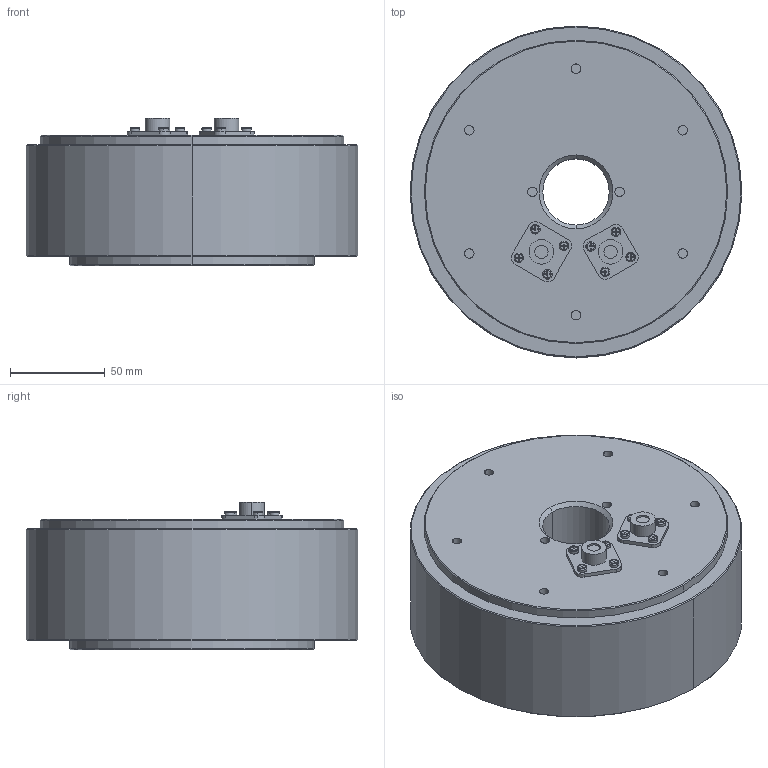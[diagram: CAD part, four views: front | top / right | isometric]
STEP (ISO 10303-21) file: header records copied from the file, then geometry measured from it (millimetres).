
FILE_DESCRIPTION(('Open CASCADE Model'),'2;1');
FILE_NAME('Open CASCADE Shape Model','2023-04-24T19:42:20',('Author'),( 'Open CASCADE'),'Open CASCADE STEP processor 6.3','Open CASCADE 6.3' ,'Unknown');
FILE_SCHEMA(('AUTOMOTIVE_DESIGN_CC2 { 1 2 10303 214 -1 1 5 4 }'));
Length unit declared in the file: millimetre
Products named in the file (3): 1_SGMCS-04C3C11; SGMCSﾐﾍ-4｡ｫ14N｡､m-ｶｨﾗﾓ_1_04.step; SGMCSﾐﾍ-4｡ｫ14N｡､m-ﾗｪﾗﾓ_04.step
Assembly tree (2 placements, depth 2):
  1_SGMCS-04C3C11
    SGMCSﾐﾍ-4｡ｫ14N｡､m-ｶｨﾗﾓ_1_04.step
    SGMCSﾐﾍ-4｡ｫ14N｡､m-ﾗｪﾗﾓ_04.step
Bounding box: 175 x 175 x 78 mm (x, y, z)
Volume: 1459380.2 mm3; surface area: 180412 mm2
Topology: 2 solids, 2 shells, 419 faces, 980 edges, 640 vertices
Faces by surface type: plane 255, cylinder 122, cone 26, torus 16
Entity records: 31343 total; most frequent: CARTESIAN_POINT 12141, DIRECTION 3354, ORIENTED_EDGE 1960, PCURVE 1960, DEFINITIONAL_REPRESENTATION 1960, LINE 1732, VECTOR 1732, EDGE_CURVE 980
